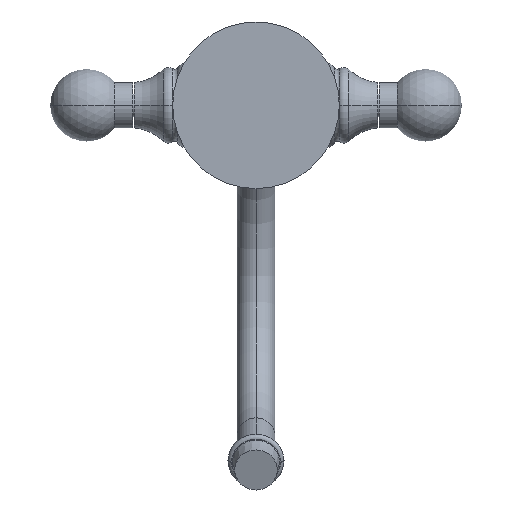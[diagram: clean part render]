
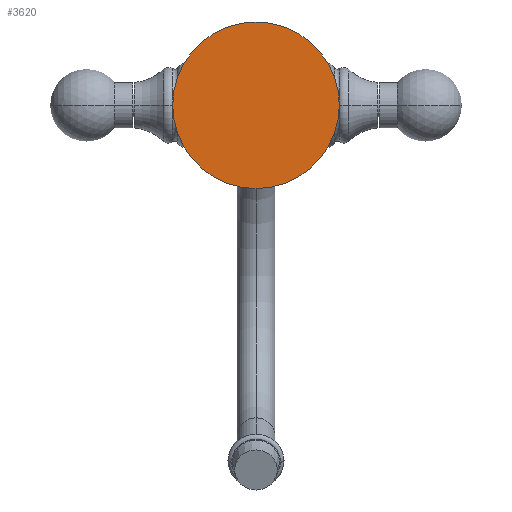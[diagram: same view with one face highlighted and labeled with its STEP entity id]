
A CAD part, front view. The second image highlights one B-rep face of the part: STEP entity #3620.
In plain terms, the highlighted planar face has unit normal (0, -1, 0).
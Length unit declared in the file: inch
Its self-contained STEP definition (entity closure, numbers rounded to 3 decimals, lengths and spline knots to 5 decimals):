
#2=CARTESIAN_POINT('',(0.,0.,0.));
#3=DIRECTION('',(0.,-1.,0.));
#4=DIRECTION('',(1.,0.,0.));
#5=AXIS2_PLACEMENT_3D('',#2,#3,#4);
#17=CARTESIAN_POINT('',(0.,0.,0.));
#18=DIRECTION('',(0.,1.,0.));
#19=DIRECTION('',(1.,0.,0.));
#20=AXIS2_PLACEMENT_3D('',#17,#18,#19);
#1402=CARTESIAN_POINT('',(1.1,0.,0.));
#1404=VERTEX_POINT('',#1402);
#1406=CARTESIAN_POINT('',(-1.1,0.,0.));
#1408=VERTEX_POINT('',#1406);
#3611=CARTESIAN_POINT('',(0.,0.,0.));
#3612=DIRECTION('',(0.,-1.,0.));
#3613=DIRECTION('',(-1.,0.,0.));
#3614=AXIS2_PLACEMENT_3D('',#3611,#3612,#3613);
#3615=PLANE('',#3614);
#3616=ORIENTED_EDGE('',*,*,#1710,.F.);
#3617=ORIENTED_EDGE('',*,*,#1728,.T.);
#3618=EDGE_LOOP('',(#3616,#3617));
#3619=FACE_OUTER_BOUND('',#3618,.F.);
#3620=ADVANCED_FACE('',(#3619),#3615,.T.);
#6=CIRCLE('',#5,1.1);
#21=CIRCLE('',#20,1.1);
#1710=EDGE_CURVE('',#1404,#1408,#6,.T.);
#1728=EDGE_CURVE('',#1404,#1408,#21,.T.);
